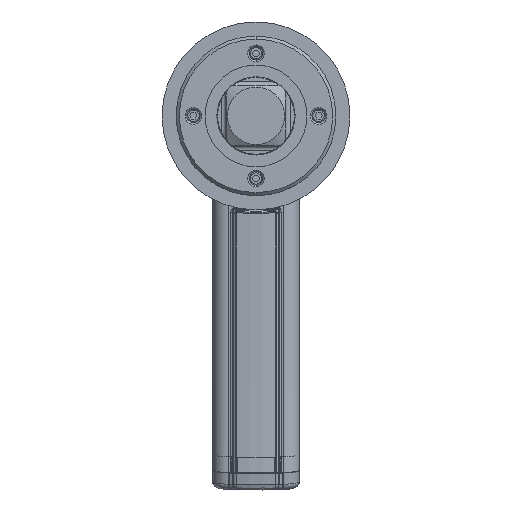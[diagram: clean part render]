
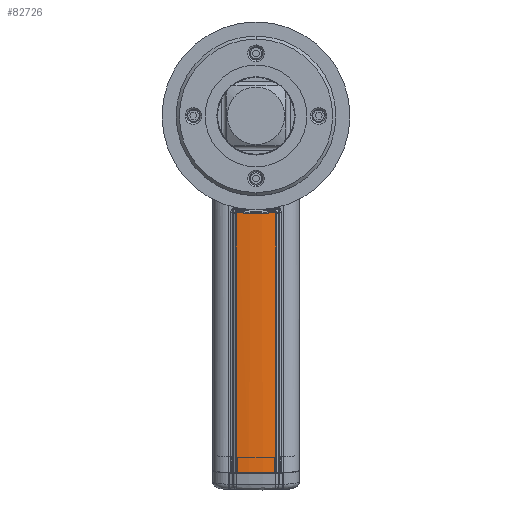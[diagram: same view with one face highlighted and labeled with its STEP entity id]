
A CAD part, top view. The second image highlights one B-rep face of the part: STEP entity #82726.
In plain terms, the highlighted cylindrical face has radius 86.25 mm (diameter 172.5 mm), a partial arc.
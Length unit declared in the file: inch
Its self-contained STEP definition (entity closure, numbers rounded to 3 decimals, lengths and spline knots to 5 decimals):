
#74234=DIRECTION('',(0.,-1.,0.));
#74235=VECTOR('',#74234,6.5104);
#74236=CARTESIAN_POINT('',(-0.50631,-2.44629,
0.25631));
#74237=LINE('',#74236,#74235);
#74238=CARTESIAN_POINT('',(-0.45627,-2.41152,
0.26348));
#74239=CARTESIAN_POINT('',(-0.46121,-2.41086,
0.26281));
#74240=CARTESIAN_POINT('',(-0.47054,-2.41042,
0.26152));
#74241=CARTESIAN_POINT('',(-0.48317,-2.41246,
0.25973));
#74242=CARTESIAN_POINT('',(-0.4935,-2.41743,
0.25823));
#74243=CARTESIAN_POINT('',(-0.50064,-2.42454,
0.25717));
#74244=CARTESIAN_POINT('',(-0.50525,-2.43414,
0.25647));
#74245=CARTESIAN_POINT('',(-0.50631,-2.44199,
0.25631));
#74246=CARTESIAN_POINT('',(-0.50631,-2.44629,
0.25631));
#74248=CARTESIAN_POINT('',(0.45627,-2.41152,
0.26348));
#74249=CARTESIAN_POINT('',(0.35554,-2.42481,
0.27713));
#74250=CARTESIAN_POINT('',(0.15284,-2.44261,
0.29541));
#74251=CARTESIAN_POINT('',(-0.15276,-2.44262,
0.29542));
#74252=CARTESIAN_POINT('',(-0.35551,-2.42482,
0.27714));
#74253=CARTESIAN_POINT('',(-0.45627,-2.41152,
0.26348));
#74255=CARTESIAN_POINT('',(0.50631,-2.44629,
0.25631));
#74256=CARTESIAN_POINT('',(0.50631,-2.44199,
0.25631));
#74257=CARTESIAN_POINT('',(0.50525,-2.43414,
0.25647));
#74258=CARTESIAN_POINT('',(0.50064,-2.42454,
0.25717));
#74259=CARTESIAN_POINT('',(0.49351,-2.41744,
0.25822));
#74260=CARTESIAN_POINT('',(0.48317,-2.41246,
0.25973));
#74261=CARTESIAN_POINT('',(0.47054,-2.41042,
0.26152));
#74262=CARTESIAN_POINT('',(0.46121,-2.41086,
0.26281));
#74263=CARTESIAN_POINT('',(0.45627,-2.41152,
0.26348));
#74265=DIRECTION('',(0.,1.,0.));
#74266=VECTOR('',#74265,6.5104);
#74267=CARTESIAN_POINT('',(0.50631,-8.95669,
0.25631));
#74268=LINE('',#74267,#74266);
#74278=CARTESIAN_POINT('',(0.,-8.95669,-3.1014));
#74279=DIRECTION('',(0.,-1.,0.));
#74280=DIRECTION('',(0.149,0.,0.989));
#74281=AXIS2_PLACEMENT_3D('',#74278,#74279,#74280);
#80225=CARTESIAN_POINT('',(0.50631,-8.95669,
0.25631));
#80226=CARTESIAN_POINT('',(-0.50631,-8.95669,
0.25631));
#80227=VERTEX_POINT('',#80225);
#80228=VERTEX_POINT('',#80226);
#80235=VERTEX_POINT('',#74238);
#80236=VERTEX_POINT('',#74246);
#80237=VERTEX_POINT('',#74248);
#80238=VERTEX_POINT('',#74255);
#82708=CARTESIAN_POINT('',(0.,-2.22835,-3.1014));
#82709=DIRECTION('',(0.,-1.,0.));
#82710=DIRECTION('',(1.,0.,0.));
#82711=AXIS2_PLACEMENT_3D('',#82708,#82709,#82710);
#82712=CYLINDRICAL_SURFACE('',#82711,3.39567);
#82714=ORIENTED_EDGE('',*,*,#82713,.T.);
#82716=ORIENTED_EDGE('',*,*,#82715,.F.);
#82718=ORIENTED_EDGE('',*,*,#82717,.F.);
#82719=ORIENTED_EDGE('',*,*,#82691,.F.);
#82721=ORIENTED_EDGE('',*,*,#82720,.F.);
#82723=ORIENTED_EDGE('',*,*,#82722,.F.);
#82724=EDGE_LOOP('',(#82714,#82716,#82718,#82719,#82721,#82723));
#82725=FACE_OUTER_BOUND('',#82724,.F.);
#82726=ADVANCED_FACE('',(#82725),#82712,.T.);
#74247=B_SPLINE_CURVE_WITH_KNOTS('',3,(#74238,#74239,#74240,#74241,#74242,
#74243,#74244,#74245,#74246),.UNSPECIFIED.,.F.,.F.,(4,1,1,1,1,1,4),(0.,
0.16667,0.33333,0.5,0.66667,0.83333,
1.),.UNSPECIFIED.);
#74254=B_SPLINE_CURVE_WITH_KNOTS('',3,(#74248,#74249,#74250,#74251,#74252,
#74253),.UNSPECIFIED.,.F.,.F.,(4,1,1,4),(0.,0.33333,
0.66667,1.),.UNSPECIFIED.);
#74264=B_SPLINE_CURVE_WITH_KNOTS('',3,(#74255,#74256,#74257,#74258,#74259,
#74260,#74261,#74262,#74263),.UNSPECIFIED.,.F.,.F.,(4,1,1,1,1,1,4),(0.,
0.16667,0.33333,0.5,0.66667,0.83333,
1.),.UNSPECIFIED.);
#74282=CIRCLE('',#74281,3.39567);
#82691=EDGE_CURVE('',#80237,#80235,#74254,.T.);
#82713=EDGE_CURVE('',#80227,#80228,#74282,.T.);
#82715=EDGE_CURVE('',#80236,#80228,#74237,.T.);
#82717=EDGE_CURVE('',#80235,#80236,#74247,.T.);
#82720=EDGE_CURVE('',#80238,#80237,#74264,.T.);
#82722=EDGE_CURVE('',#80227,#80238,#74268,.T.);
